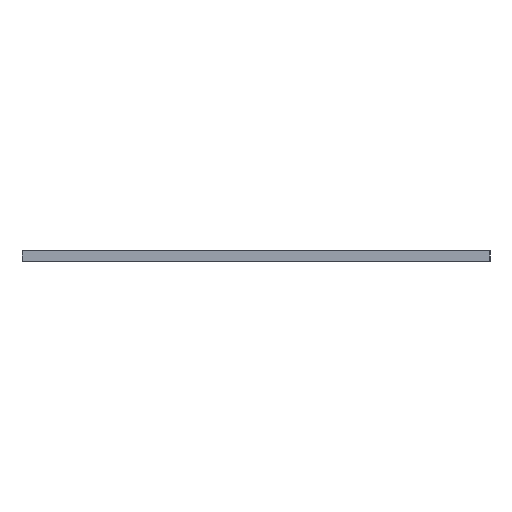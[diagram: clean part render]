
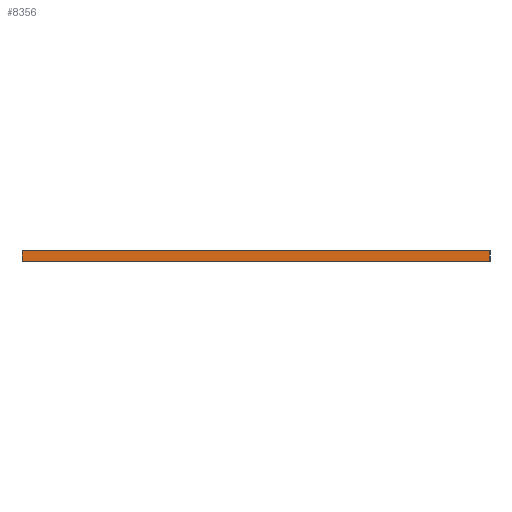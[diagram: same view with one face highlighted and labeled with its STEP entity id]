
A CAD part, left-side view. The second image highlights one B-rep face of the part: STEP entity #8356.
In plain terms, the highlighted planar face has unit normal (-1, 0, 0).
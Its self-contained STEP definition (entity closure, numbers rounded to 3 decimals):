
#83 = PLANE('',#84);
#84 = AXIS2_PLACEMENT_3D('',#85,#86,#87);
#85 = CARTESIAN_POINT('',(107.594,59.36,0.391));
#86 = DIRECTION('',(0.,0.,1.));
#87 = DIRECTION('',(1.,0.,0.));
#137 = PLANE('',#138);
#138 = AXIS2_PLACEMENT_3D('',#139,#140,#141);
#139 = CARTESIAN_POINT('',(107.594,59.36,0.));
#140 = DIRECTION('',(0.,0.,1.));
#141 = DIRECTION('',(1.,0.,0.));
#8248 = PLANE('',#8249);
#8249 = AXIS2_PLACEMENT_3D('',#8250,#8251,#8252);
#8250 = CARTESIAN_POINT('',(83.355,59.36,0.));
#8251 = DIRECTION('',(0.,-1.,0.));
#8252 = DIRECTION('',(-1.,0.,0.));
#8286 = VERTEX_POINT('',#8287);
#8287 = CARTESIAN_POINT('',(82.245,59.36,0.391));
#8308 = EDGE_CURVE('',#8309,#8286,#8311,.T.);
#8309 = VERTEX_POINT('',#8310);
#8310 = CARTESIAN_POINT('',(82.245,59.36,0.));
#8311 = SURFACE_CURVE('',#8312,(#8316,#8323),.PCURVE_S1.);
#8312 = LINE('',#8313,#8314);
#8313 = CARTESIAN_POINT('',(82.245,59.36,0.));
#8314 = VECTOR('',#8315,1.);
#8315 = DIRECTION('',(0.,0.,1.));
#8316 = PCURVE('',#8248,#8317);
#8317 = DEFINITIONAL_REPRESENTATION('',(#8318),#8322);
#8318 = LINE('',#8319,#8320);
#8319 = CARTESIAN_POINT('',(1.11,0.));
#8320 = VECTOR('',#8321,1.);
#8321 = DIRECTION('',(0.,-1.));
#8322 = ( GEOMETRIC_REPRESENTATION_CONTEXT(2) 
PARAMETRIC_REPRESENTATION_CONTEXT() REPRESENTATION_CONTEXT('2D SPACE',''
  ) );
#8323 = PCURVE('',#8324,#8329);
#8324 = PLANE('',#8325);
#8325 = AXIS2_PLACEMENT_3D('',#8326,#8327,#8328);
#8326 = CARTESIAN_POINT('',(82.245,59.36,0.));
#8327 = DIRECTION('',(-1.,0.,0.));
#8328 = DIRECTION('',(0.,1.,0.));
#8329 = DEFINITIONAL_REPRESENTATION('',(#8330),#8334);
#8330 = LINE('',#8331,#8332);
#8331 = CARTESIAN_POINT('',(0.,0.));
#8332 = VECTOR('',#8333,1.);
#8333 = DIRECTION('',(0.,-1.));
#8334 = ( GEOMETRIC_REPRESENTATION_CONTEXT(2) 
PARAMETRIC_REPRESENTATION_CONTEXT() REPRESENTATION_CONTEXT('2D SPACE',''
  ) );
#8356 = ADVANCED_FACE('',(#8357),#8324,.T.);
#8357 = FACE_BOUND('',#8358,.T.);
#8358 = EDGE_LOOP('',(#8359,#8360,#8383,#8411));
#8359 = ORIENTED_EDGE('',*,*,#8308,.T.);
#8360 = ORIENTED_EDGE('',*,*,#8361,.T.);
#8361 = EDGE_CURVE('',#8286,#8362,#8364,.T.);
#8362 = VERTEX_POINT('',#8363);
#8363 = CARTESIAN_POINT('',(82.245,77.14,0.391));
#8364 = SURFACE_CURVE('',#8365,(#8369,#8376),.PCURVE_S1.);
#8365 = LINE('',#8366,#8367);
#8366 = CARTESIAN_POINT('',(82.245,59.36,0.391));
#8367 = VECTOR('',#8368,1.);
#8368 = DIRECTION('',(0.,1.,0.));
#8369 = PCURVE('',#8324,#8370);
#8370 = DEFINITIONAL_REPRESENTATION('',(#8371),#8375);
#8371 = LINE('',#8372,#8373);
#8372 = CARTESIAN_POINT('',(0.,-0.391));
#8373 = VECTOR('',#8374,1.);
#8374 = DIRECTION('',(1.,0.));
#8375 = ( GEOMETRIC_REPRESENTATION_CONTEXT(2) 
PARAMETRIC_REPRESENTATION_CONTEXT() REPRESENTATION_CONTEXT('2D SPACE',''
  ) );
#8376 = PCURVE('',#83,#8377);
#8377 = DEFINITIONAL_REPRESENTATION('',(#8378),#8382);
#8378 = LINE('',#8379,#8380);
#8379 = CARTESIAN_POINT('',(-25.349,0.));
#8380 = VECTOR('',#8381,1.);
#8381 = DIRECTION('',(0.,1.));
#8382 = ( GEOMETRIC_REPRESENTATION_CONTEXT(2) 
PARAMETRIC_REPRESENTATION_CONTEXT() REPRESENTATION_CONTEXT('2D SPACE',''
  ) );
#8383 = ORIENTED_EDGE('',*,*,#8384,.F.);
#8384 = EDGE_CURVE('',#8385,#8362,#8387,.T.);
#8385 = VERTEX_POINT('',#8386);
#8386 = CARTESIAN_POINT('',(82.245,77.14,0.));
#8387 = SURFACE_CURVE('',#8388,(#8392,#8399),.PCURVE_S1.);
#8388 = LINE('',#8389,#8390);
#8389 = CARTESIAN_POINT('',(82.245,77.14,0.));
#8390 = VECTOR('',#8391,1.);
#8391 = DIRECTION('',(0.,0.,1.));
#8392 = PCURVE('',#8324,#8393);
#8393 = DEFINITIONAL_REPRESENTATION('',(#8394),#8398);
#8394 = LINE('',#8395,#8396);
#8395 = CARTESIAN_POINT('',(17.78,0.));
#8396 = VECTOR('',#8397,1.);
#8397 = DIRECTION('',(0.,-1.));
#8398 = ( GEOMETRIC_REPRESENTATION_CONTEXT(2) 
PARAMETRIC_REPRESENTATION_CONTEXT() REPRESENTATION_CONTEXT('2D SPACE',''
  ) );
#8399 = PCURVE('',#8400,#8405);
#8400 = PLANE('',#8401);
#8401 = AXIS2_PLACEMENT_3D('',#8402,#8403,#8404);
#8402 = CARTESIAN_POINT('',(82.245,77.14,0.));
#8403 = DIRECTION('',(0.,1.,0.));
#8404 = DIRECTION('',(1.,0.,0.));
#8405 = DEFINITIONAL_REPRESENTATION('',(#8406),#8410);
#8406 = LINE('',#8407,#8408);
#8407 = CARTESIAN_POINT('',(0.,0.));
#8408 = VECTOR('',#8409,1.);
#8409 = DIRECTION('',(0.,-1.));
#8410 = ( GEOMETRIC_REPRESENTATION_CONTEXT(2) 
PARAMETRIC_REPRESENTATION_CONTEXT() REPRESENTATION_CONTEXT('2D SPACE',''
  ) );
#8411 = ORIENTED_EDGE('',*,*,#8412,.F.);
#8412 = EDGE_CURVE('',#8309,#8385,#8413,.T.);
#8413 = SURFACE_CURVE('',#8414,(#8418,#8425),.PCURVE_S1.);
#8414 = LINE('',#8415,#8416);
#8415 = CARTESIAN_POINT('',(82.245,59.36,0.));
#8416 = VECTOR('',#8417,1.);
#8417 = DIRECTION('',(0.,1.,0.));
#8418 = PCURVE('',#8324,#8419);
#8419 = DEFINITIONAL_REPRESENTATION('',(#8420),#8424);
#8420 = LINE('',#8421,#8422);
#8421 = CARTESIAN_POINT('',(0.,0.));
#8422 = VECTOR('',#8423,1.);
#8423 = DIRECTION('',(1.,0.));
#8424 = ( GEOMETRIC_REPRESENTATION_CONTEXT(2) 
PARAMETRIC_REPRESENTATION_CONTEXT() REPRESENTATION_CONTEXT('2D SPACE',''
  ) );
#8425 = PCURVE('',#137,#8426);
#8426 = DEFINITIONAL_REPRESENTATION('',(#8427),#8431);
#8427 = LINE('',#8428,#8429);
#8428 = CARTESIAN_POINT('',(-25.349,0.));
#8429 = VECTOR('',#8430,1.);
#8430 = DIRECTION('',(0.,1.));
#8431 = ( GEOMETRIC_REPRESENTATION_CONTEXT(2) 
PARAMETRIC_REPRESENTATION_CONTEXT() REPRESENTATION_CONTEXT('2D SPACE',''
  ) );
